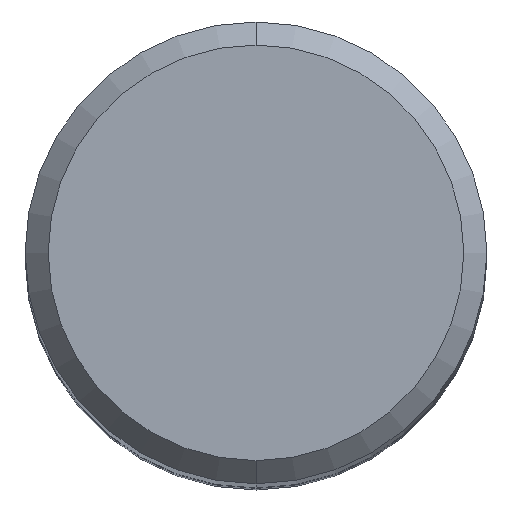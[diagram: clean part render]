
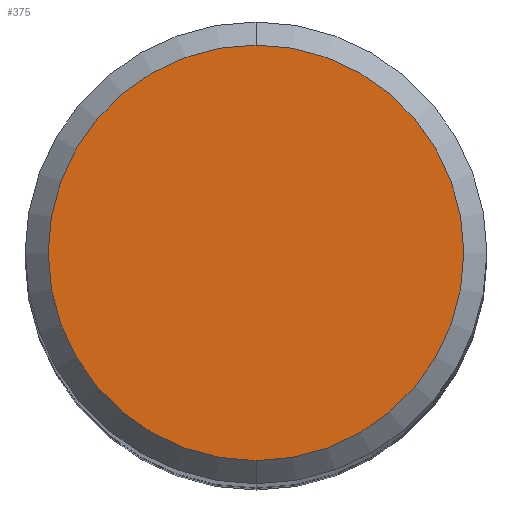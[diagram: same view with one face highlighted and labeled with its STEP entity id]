
A CAD part, top view. The second image highlights one B-rep face of the part: STEP entity #375.
In plain terms, the highlighted planar face has unit normal (0, 0, 1).
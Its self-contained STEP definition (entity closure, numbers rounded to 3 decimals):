
#199=EDGE_CURVE('',#403,#275,#516,.T.);
#275=VERTEX_POINT('',#603);
#375=ADVANCED_FACE('',(#711),#712,.T.);
#403=VERTEX_POINT('',#743);
#413=EDGE_CURVE('',#275,#403,#753,.T.);
#516=CIRCLE('',#942,4.5);
#603=CARTESIAN_POINT('',(0.0,4.5,0.0));
#711=FACE_OUTER_BOUND('',#1273,.T.);
#712=PLANE('',#1274);
#743=CARTESIAN_POINT('',(0.,-4.5,0.0));
#753=CIRCLE('',#1357,4.5);
#942=AXIS2_PLACEMENT_3D('',#1538,#1539,#1540);
#1273=EDGE_LOOP('',(#1754,#1755));
#1274=AXIS2_PLACEMENT_3D('',#1756,#1757,#1758);
#1357=AXIS2_PLACEMENT_3D('',#1793,#1794,#1795);
#1538=CARTESIAN_POINT('',(0.0,0.0,0.0));
#1539=DIRECTION('',(0.0,0.0,-1.0));
#1540=DIRECTION('',(0.0,1.0,0.0));
#1754=ORIENTED_EDGE('',*,*,#413,.F.);
#1755=ORIENTED_EDGE('',*,*,#199,.F.);
#1756=CARTESIAN_POINT('',(0.0,2.25,0.0));
#1757=DIRECTION('',(-0.0,0.0,1.0));
#1758=DIRECTION('',(0.0,-1.0,0.0));
#1793=CARTESIAN_POINT('',(0.0,0.0,0.0));
#1794=DIRECTION('',(0.0,0.0,-1.0));
#1795=DIRECTION('',(0.0,1.0,0.0));
